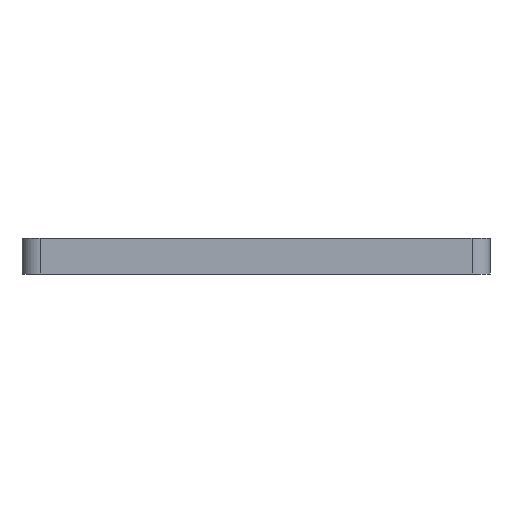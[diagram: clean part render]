
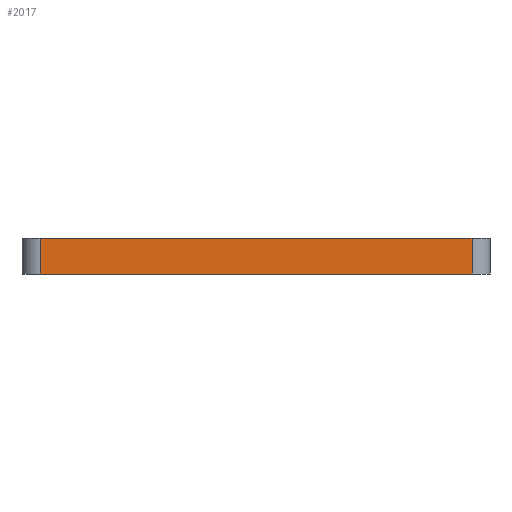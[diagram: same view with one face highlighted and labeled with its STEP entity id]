
A CAD part, front view. The second image highlights one B-rep face of the part: STEP entity #2017.
In plain terms, the highlighted planar face has unit normal (0, -1, 0).
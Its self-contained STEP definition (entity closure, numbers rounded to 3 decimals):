
#102 = DIRECTION ( 'NONE',  ( -1., 0., 0. ) ) ;
#155 = DIRECTION ( 'NONE',  ( 0., 0., -1. ) ) ;
#207 = LINE ( 'NONE', #1329, #2514 ) ;
#334 = ORIENTED_EDGE ( 'NONE', *, *, #1904, .F. ) ;
#349 = VERTEX_POINT ( 'NONE', #1775 ) ;
#707 = CARTESIAN_POINT ( 'NONE',  ( -30., -65., 0. ) ) ;
#886 = AXIS2_PLACEMENT_3D ( 'NONE', #1112, #2210, #1342 ) ;
#1035 = EDGE_LOOP ( 'NONE', ( #2047, #1751, #334, #2490 ) ) ;
#1055 = LINE ( 'NONE', #2629, #2608 ) ;
#1091 = VERTEX_POINT ( 'NONE', #1565 ) ;
#1112 = CARTESIAN_POINT ( 'NONE',  ( -32.5, -65., -68.007 ) ) ;
#1249 = LINE ( 'NONE', #1911, #2275 ) ;
#1297 = VERTEX_POINT ( 'NONE', #707 ) ;
#1329 = CARTESIAN_POINT ( 'NONE',  ( -32.5, -65., 5. ) ) ;
#1342 = DIRECTION ( 'NONE',  ( 0., 0., -1. ) ) ;
#1380 = EDGE_CURVE ( 'NONE', #1091, #1297, #1249, .T. ) ;
#1455 = DIRECTION ( 'NONE',  ( 0., 0., 1. ) ) ;
#1506 = VECTOR ( 'NONE', #155, 1000. ) ;
#1552 = EDGE_CURVE ( 'NONE', #2745, #1297, #1958, .T. ) ;
#1565 = CARTESIAN_POINT ( 'NONE',  ( 30., -65., 0. ) ) ;
#1735 = CARTESIAN_POINT ( 'NONE',  ( -30., -65., 0. ) ) ;
#1751 = ORIENTED_EDGE ( 'NONE', *, *, #1779, .T. ) ;
#1775 = CARTESIAN_POINT ( 'NONE',  ( 30., -65., 5. ) ) ;
#1779 = EDGE_CURVE ( 'NONE', #1091, #349, #1055, .T. ) ;
#1904 = EDGE_CURVE ( 'NONE', #2745, #349, #207, .T. ) ;
#1911 = CARTESIAN_POINT ( 'NONE',  ( -32.5, -65., 0. ) ) ;
#1958 = LINE ( 'NONE', #1735, #1506 ) ;
#2017 = ADVANCED_FACE ( 'NONE', ( #2482 ), #2921, .T. ) ;
#2047 = ORIENTED_EDGE ( 'NONE', *, *, #1380, .F. ) ;
#2210 = DIRECTION ( 'NONE',  ( 0., -1., 0. ) ) ;
#2275 = VECTOR ( 'NONE', #102, 1000. ) ;
#2336 = CARTESIAN_POINT ( 'NONE',  ( -30., -65., 5. ) ) ;
#2448 = DIRECTION ( 'NONE',  ( 1., 0., 0. ) ) ;
#2482 = FACE_OUTER_BOUND ( 'NONE', #1035, .T. ) ;
#2490 = ORIENTED_EDGE ( 'NONE', *, *, #1552, .T. ) ;
#2514 = VECTOR ( 'NONE', #2448, 1000. ) ;
#2608 = VECTOR ( 'NONE', #1455, 1000. ) ;
#2629 = CARTESIAN_POINT ( 'NONE',  ( 30., -65., 5. ) ) ;
#2745 = VERTEX_POINT ( 'NONE', #2336 ) ;
#2921 = PLANE ( 'NONE',  #886 ) ;
